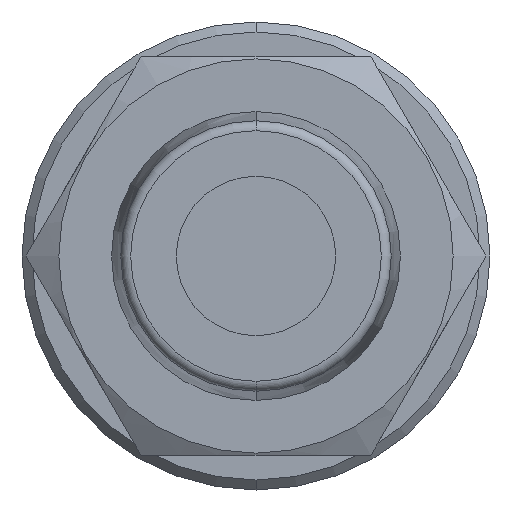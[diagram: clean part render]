
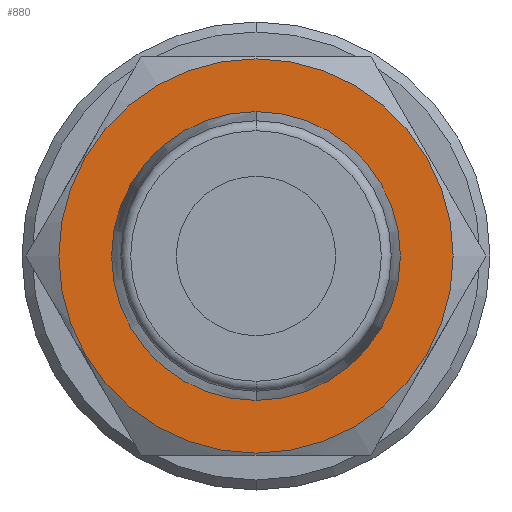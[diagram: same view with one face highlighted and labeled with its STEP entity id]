
A CAD part, front view. The second image highlights one B-rep face of the part: STEP entity #880.
In plain terms, the highlighted planar face has unit normal (0, -1, 0).
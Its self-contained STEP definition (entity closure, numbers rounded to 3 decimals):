
#147 = VERTEX_POINT ( 'NONE', #553 ) ;
#148 = VERTEX_POINT ( 'NONE', #548 ) ;
#149 = VERTEX_POINT ( 'NONE', #544 ) ;
#150 = VERTEX_POINT ( 'NONE', #539 ) ;
#254 = CIRCLE ( 'NONE', #260, 7.25 ) ;
#256 = CIRCLE ( 'NONE', #262, 9.9 ) ;
#260 = AXIS2_PLACEMENT_3D ( 'NONE', #1290, #1291, #1292 ) ;
#262 = AXIS2_PLACEMENT_3D ( 'NONE', #1329, #1330, #1331 ) ;
#406 = AXIS2_PLACEMENT_3D ( 'NONE', #1197, #1198, #1199 ) ;
#408 = CIRCLE ( 'NONE', #406, 9.9 ) ;
#411 = AXIS2_PLACEMENT_3D ( 'NONE', #1189, #1190, #1191 ) ;
#419 = CIRCLE ( 'NONE', #411, 7.25 ) ;
#539 = CARTESIAN_POINT ( 'NONE',  ( 0., -17.5, 9.9 ) ) ;
#544 = CARTESIAN_POINT ( 'NONE',  ( 0., -17.5, -9.9 ) ) ;
#548 = CARTESIAN_POINT ( 'NONE',  ( 0., -17.5, -7.25 ) ) ;
#553 = CARTESIAN_POINT ( 'NONE',  ( 0., -17.5, 7.25 ) ) ;
#637 = DIRECTION ( 'NONE',  ( 0., 0., -1. ) ) ;
#643 = DIRECTION ( 'NONE',  ( 0., -1., 0. ) ) ;
#646 = CARTESIAN_POINT ( 'NONE',  ( 7.25, -17.5, 0. ) ) ;
#648 = PLANE ( 'NONE',  #1712 ) ;
#672 = FACE_OUTER_BOUND ( 'NONE', #977, .T. ) ;
#880 = ADVANCED_FACE ( 'NONE', ( #672, #2074 ), #648, .T. ) ;
#977 = EDGE_LOOP ( 'NONE', ( #2098, #2096 ) ) ;
#978 = EDGE_LOOP ( 'NONE', ( #2095, #2093 ) ) ;
#1189 = CARTESIAN_POINT ( 'NONE',  ( 0., -17.5, 0. ) ) ;
#1190 = DIRECTION ( 'NONE',  ( 0., -1., 0. ) ) ;
#1191 = DIRECTION ( 'NONE',  ( 0., 0., -1. ) ) ;
#1197 = CARTESIAN_POINT ( 'NONE',  ( 0., -17.5, 0. ) ) ;
#1198 = DIRECTION ( 'NONE',  ( 0., -1., 0. ) ) ;
#1199 = DIRECTION ( 'NONE',  ( 0., 0., -1. ) ) ;
#1290 = CARTESIAN_POINT ( 'NONE',  ( 0., -17.5, 0. ) ) ;
#1291 = DIRECTION ( 'NONE',  ( 0., -1., 0. ) ) ;
#1292 = DIRECTION ( 'NONE',  ( 0., 0., -1. ) ) ;
#1329 = CARTESIAN_POINT ( 'NONE',  ( 0., -17.5, 0. ) ) ;
#1330 = DIRECTION ( 'NONE',  ( 0., -1., 0. ) ) ;
#1331 = DIRECTION ( 'NONE',  ( 0., 0., -1. ) ) ;
#1712 = AXIS2_PLACEMENT_3D ( 'NONE', #646, #643, #637 ) ;
#1957 = EDGE_CURVE ( 'NONE', #147, #148, #419, .T. ) ;
#1960 = EDGE_CURVE ( 'NONE', #149, #150, #408, .T. ) ;
#1981 = EDGE_CURVE ( 'NONE', #148, #147, #254, .T. ) ;
#1986 = EDGE_CURVE ( 'NONE', #150, #149, #256, .T. ) ;
#2074 = FACE_BOUND ( 'NONE', #978, .T. ) ;
#2093 = ORIENTED_EDGE ( 'NONE', *, *, #1957, .F. ) ;
#2095 = ORIENTED_EDGE ( 'NONE', *, *, #1981, .F. ) ;
#2096 = ORIENTED_EDGE ( 'NONE', *, *, #1960, .T. ) ;
#2098 = ORIENTED_EDGE ( 'NONE', *, *, #1986, .T. ) ;
